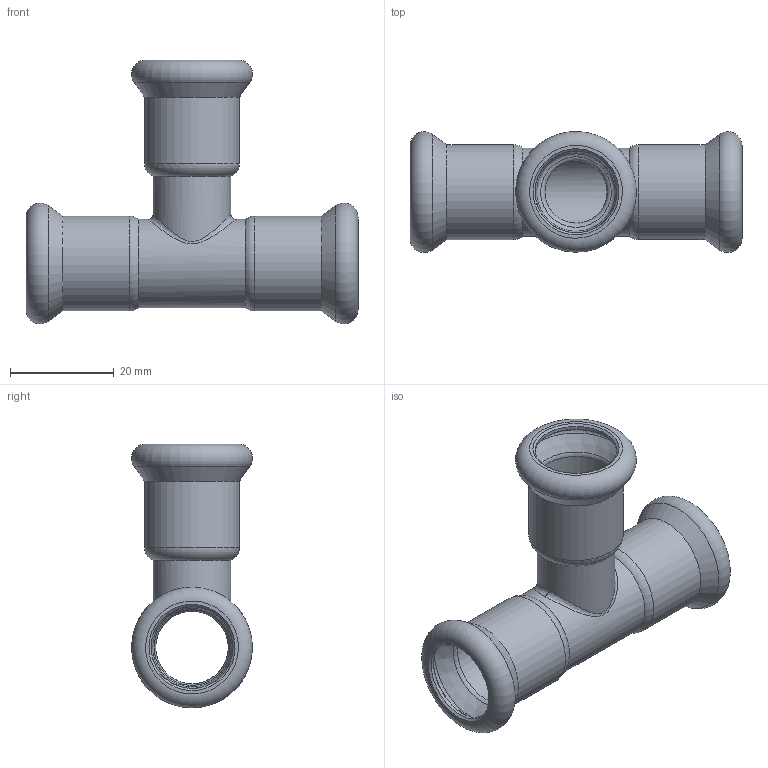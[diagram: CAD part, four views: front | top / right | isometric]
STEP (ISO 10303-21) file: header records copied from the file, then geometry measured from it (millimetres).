
FILE_DESCRIPTION(/* description */ (''),/* implementation_level */ '2;1');
FILE_NAME(/* name */ '43002.stp',/* time_stamp */ '2023-09-08T11:19:25+02:00',/* author */ ('JANAN'),/* organization */ (''),/* preprocessor_version */ 'ST-DEVELOPER v19.2',/* originating_system */ 'Autodesk Inventor 2023',/* authorisation */ '');
FILE_SCHEMA (('AUTOMOTIVE_DESIGN { 1 0 10303 214 3 1 1 }'));
Length unit declared in the file: millimetre
Products named in the file (1): tmpC905.tmp
Bounding box: 64 x 23.28 x 50.84 mm (x, y, z)
Volume: 8020 mm3; surface area: 10921.8 mm2
Topology: 1 solids, 1 shells, 55 faces, 116 edges, 68 vertices
Faces by surface type: torus 18, cylinder 14, cone 12, plane 7, bspline 4
Full cylindrical faces by diameter (mm): 12 x1, 12.6 x1, 14 x1, 15 x1, 15.2 x3, 15.8 x3, 17 x1, 18.3 x3
Entity records: 3217 total; most frequent: CARTESIAN_POINT 1906, DIRECTION 284, ORIENTED_EDGE 232, AXIS2_PLACEMENT_3D 129, EDGE_CURVE 116, CIRCLE 77, VERTEX_POINT 68, EDGE_LOOP 64
